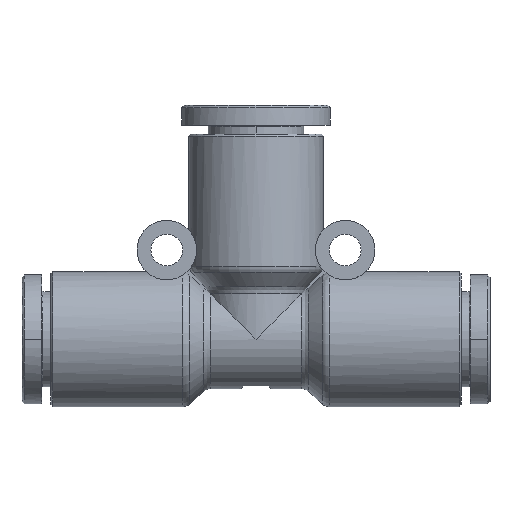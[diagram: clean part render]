
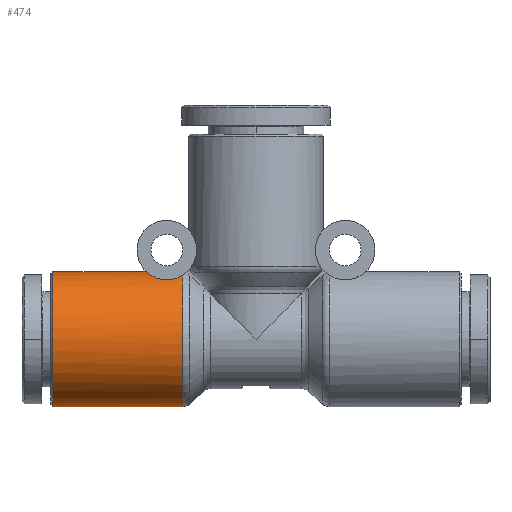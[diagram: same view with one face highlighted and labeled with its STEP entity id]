
A CAD part, front view. The second image highlights one B-rep face of the part: STEP entity #474.
In plain terms, the highlighted cylindrical face has radius 6.8 mm (diameter 13.6 mm), a partial arc.
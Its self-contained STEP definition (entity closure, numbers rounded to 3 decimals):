
#352=CARTESIAN_POINT('',(-7.384,0.,-6.85));
#353=VERTEX_POINT('',#352);
#404=CARTESIAN_POINT('',(-13.0,0.0,-0.05));
#405=DIRECTION('',(1.0,0.0,0.));
#406=DIRECTION('',(0.0,0.0,1.0));
#407=AXIS2_PLACEMENT_3D('',#404,#405,#406);
#408=CYLINDRICAL_SURFACE('',#407,6.8);
#409=CARTESIAN_POINT('',(-20.5,0.,6.75));
#410=VERTEX_POINT('',#409);
#411=CARTESIAN_POINT('',(-11.04,0.,6.75));
#412=VERTEX_POINT('',#411);
#413=CARTESIAN_POINT('',(-20.5,0.,6.75));
#414=DIRECTION('',(1.0,0.0,0.0));
#415=VECTOR('',#414,9.46);
#416=LINE('',#413,#415);
#417=EDGE_CURVE('',#410,#412,#416,.T.);
#418=ORIENTED_EDGE('',*,*,#417,.F.);
#419=CARTESIAN_POINT('',(-20.5,0.,-6.85));
#420=VERTEX_POINT('',#419);
#421=CARTESIAN_POINT('',(-20.5,0.,-0.05));
#422=DIRECTION('',(-1.0,0.0,0.0));
#423=DIRECTION('',(0.0,0.0,1.0));
#424=AXIS2_PLACEMENT_3D('',#421,#422,#423);
#425=CIRCLE('',#424,6.8);
#426=EDGE_CURVE('',#420,#410,#425,.T.);
#427=ORIENTED_EDGE('',*,*,#426,.F.);
#428=CARTESIAN_POINT('',(-7.384,0.,-6.85));
#429=DIRECTION('',(-1.0,0.0,0.0));
#430=VECTOR('',#429,13.116);
#431=LINE('',#428,#430);
#432=EDGE_CURVE('',#353,#420,#431,.T.);
#433=ORIENTED_EDGE('',*,*,#432,.F.);
#434=CARTESIAN_POINT('',(-7.384,-2.085,6.423));
#435=VERTEX_POINT('',#434);
#436=CARTESIAN_POINT('',(-7.384,0.0,-0.05));
#437=DIRECTION('',(1.0,0.0,0.0));
#438=DIRECTION('',(0.0,0.0,-1.0));
#439=AXIS2_PLACEMENT_3D('',#436,#437,#438);
#440=CIRCLE('',#439,6.8);
#441=EDGE_CURVE('',#435,#353,#440,.T.);
#442=ORIENTED_EDGE('',*,*,#441,.F.);
#443=CARTESIAN_POINT('',(-7.384,-2.085,6.423));
#444=CARTESIAN_POINT('',(-7.423,-2.163,6.397));
#445=CARTESIAN_POINT('',(-7.466,-2.24,6.371));
#446=CARTESIAN_POINT('',(-7.649,-2.527,6.267));
#447=CARTESIAN_POINT('',(-7.813,-2.716,6.186));
#448=CARTESIAN_POINT('',(-8.15,-2.967,6.07));
#449=CARTESIAN_POINT('',(-8.308,-3.054,6.026));
#450=CARTESIAN_POINT('',(-8.563,-3.142,5.981));
#451=CARTESIAN_POINT('',(-8.651,-3.164,5.969));
#452=CARTESIAN_POINT('',(-8.827,-3.193,5.954));
#453=CARTESIAN_POINT('',(-8.915,-3.2,5.95));
#454=CARTESIAN_POINT('',(-9.085,-3.2,5.95));
#455=CARTESIAN_POINT('',(-9.173,-3.193,5.954));
#456=CARTESIAN_POINT('',(-9.349,-3.164,5.969));
#457=CARTESIAN_POINT('',(-9.437,-3.142,5.981));
#458=CARTESIAN_POINT('',(-9.692,-3.054,6.026));
#459=CARTESIAN_POINT('',(-9.85,-2.967,6.07));
#460=CARTESIAN_POINT('',(-10.187,-2.716,6.186));
#461=CARTESIAN_POINT('',(-10.351,-2.527,6.267));
#462=CARTESIAN_POINT('',(-10.623,-2.099,6.422));
#463=CARTESIAN_POINT('',(-10.729,-1.859,6.496));
#464=CARTESIAN_POINT('',(-10.892,-1.351,6.619));
#465=CARTESIAN_POINT('',(-10.949,-1.083,6.669));
#466=CARTESIAN_POINT('',(-11.023,-0.539,6.734));
#467=CARTESIAN_POINT('',(-11.04,-0.265,6.75));
#468=CARTESIAN_POINT('',(-11.04,0.,6.75));
#469=B_SPLINE_CURVE_WITH_KNOTS('',3,(#443,#444,#445,#446,#447,#448,#449,#450,#451,#452,#453,#454,#455,#456,#457,#458,#459,#460,#461,#462,#463,#464,#465,#466,#467,#468),.UNSPECIFIED.,.F.,.U.,(4,2,2,2,2,2,2,2,2,2,2,2,4),(2.113,2.385,3.18,3.691,3.946,4.201,4.457,4.712,5.222,6.017,6.812,7.607,8.402),.UNSPECIFIED.);
#470=EDGE_CURVE('',#435,#412,#469,.T.);
#471=ORIENTED_EDGE('',*,*,#470,.T.);
#472=EDGE_LOOP('',(#418,#427,#433,#442,#471));
#473=FACE_OUTER_BOUND('',#472,.T.);
#474=ADVANCED_FACE('',(#473),#408,.T.);
